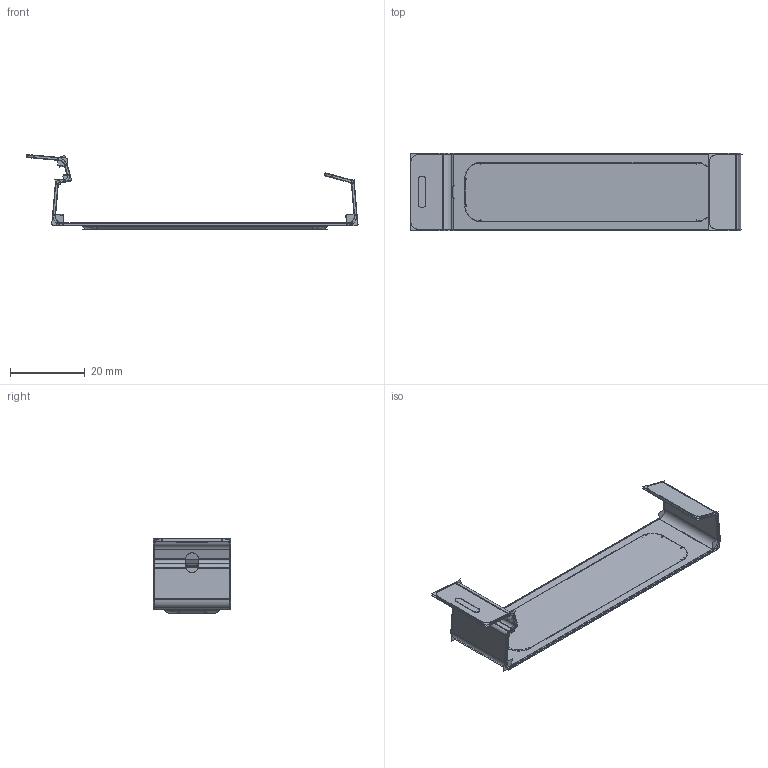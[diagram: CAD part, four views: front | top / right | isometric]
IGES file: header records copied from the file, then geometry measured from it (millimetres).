
Start section:  PTC IGES file: 190537.igs
Global section: file name: 190537.igs; native system: Creo Parametric by Parametric Technology Corporation; preprocessor: 2013230; author: pdmadmin; organization: Unknown; date: 20151009.110215; units: millimetre
Bounding box: 89.11 x 20.8 x 20.13 mm (x, y, z)
Volume: 1489.9 mm3; surface area: 23964.6 mm2
Topology: 1 solids, 1 shells, 264 faces, 1246 edges, 1540 vertices
Faces by surface type: bspline 134, revolution 130
